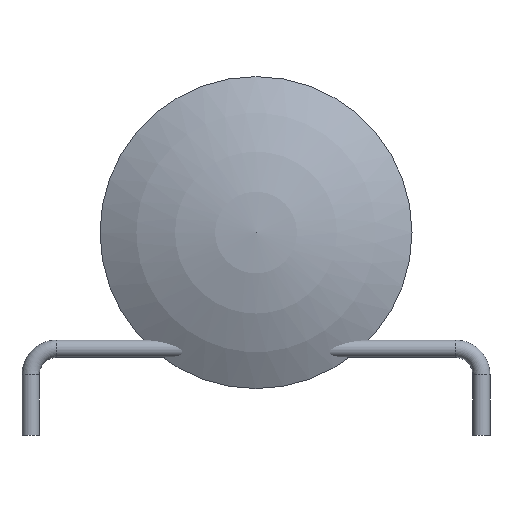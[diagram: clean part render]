
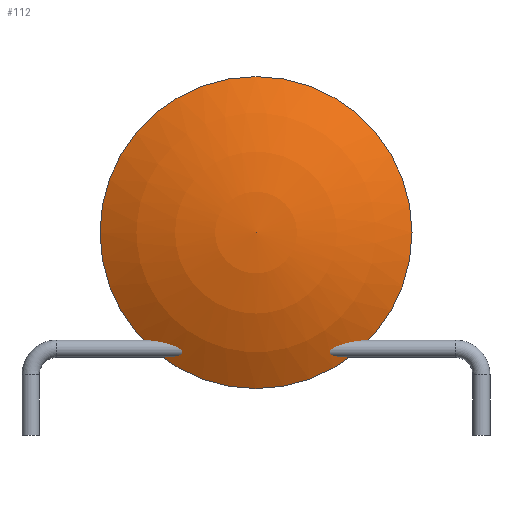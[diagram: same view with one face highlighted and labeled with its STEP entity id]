
A CAD part, front view. The second image highlights one B-rep face of the part: STEP entity #112.
In plain terms, the highlighted spherical face has radius 8.725 mm.
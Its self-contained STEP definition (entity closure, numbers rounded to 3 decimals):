
#92 = VERTEX_POINT('',#93);
#93 = CARTESIAN_POINT('',(2.,0.,4.6));
#100 = EDGE_CURVE('',#92,#92,#101,.T.);
#101 = CIRCLE('',#102,4.5);
#102 = AXIS2_PLACEMENT_3D('',#103,#104,#105);
#103 = CARTESIAN_POINT('',(6.5,0.,4.6));
#104 = DIRECTION('',(0.,1.,-0.));
#105 = DIRECTION('',(-1.,0.,0.));
#112 = ADVANCED_FACE('',(#113),#126,.T.);
#113 = FACE_BOUND('',#114,.F.);
#114 = EDGE_LOOP('',(#115,#116,#125));
#115 = ORIENTED_EDGE('',*,*,#100,.T.);
#116 = ORIENTED_EDGE('',*,*,#117,.T.);
#117 = EDGE_CURVE('',#92,#118,#120,.T.);
#118 = VERTEX_POINT('',#119);
#119 = CARTESIAN_POINT('',(6.5,-1.25,4.6));
#120 = CIRCLE('',#121,8.725);
#121 = AXIS2_PLACEMENT_3D('',#122,#123,#124);
#122 = CARTESIAN_POINT('',(6.5,7.475,4.6));
#123 = DIRECTION('',(0.,0.,1.));
#124 = DIRECTION('',(-0.516,-0.857,0.));
#125 = ORIENTED_EDGE('',*,*,#117,.F.);
#126 = SPHERICAL_SURFACE('',#127,8.725);
#127 = AXIS2_PLACEMENT_3D('',#128,#129,#130);
#128 = CARTESIAN_POINT('',(6.5,7.475,4.6));
#129 = DIRECTION('',(-0.,-1.,-0.));
#130 = DIRECTION('',(-1.,0.,0.));
